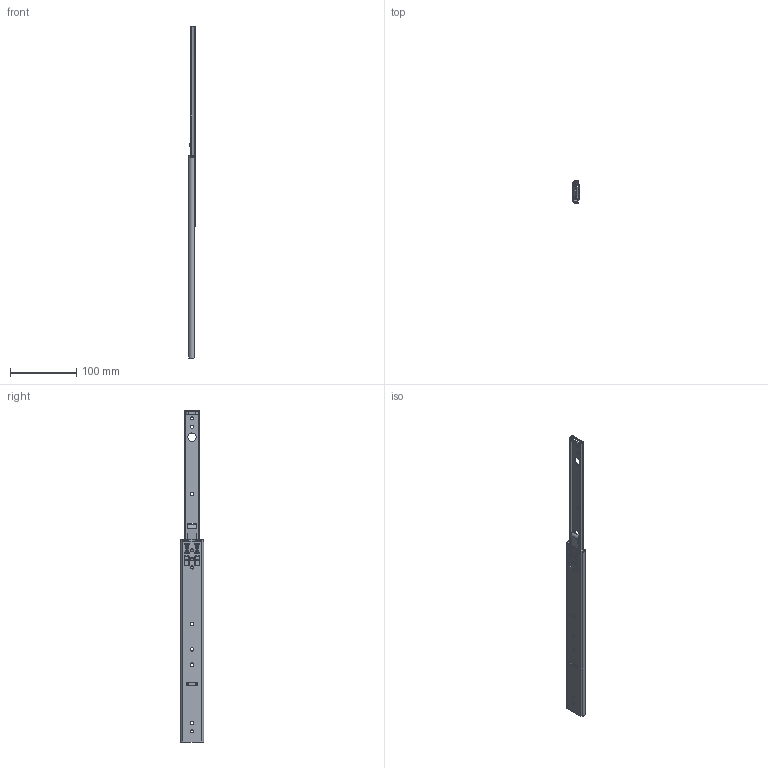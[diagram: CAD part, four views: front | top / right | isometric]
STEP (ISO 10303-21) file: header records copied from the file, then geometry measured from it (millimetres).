
FILE_DESCRIPTION(/* description */ ('Teilauszug Serie 016 305x196'),/* implementation_level */ '2;1');
FILE_NAME(/* name */ '07000053001.stp',/* time_stamp */ '2020-06-19T14:01:19+02:00',/* author */ ('Dennis Bruder'),/* organization */ (''),/* preprocessor_version */ 'ST-DEVELOPER v18',/* originating_system */ 'Autodesk Inventor 2020',/* authorisation */ '');
FILE_SCHEMA (('AUTOMOTIVE_DESIGN { 1 0 10303 214 3 1 1 }'));
Products named in the file (1): 07000053001
Bounding box: 9.5 x 35.2 x 501 mm (x, y, z)
Volume: 40297.6 mm3; surface area: 62609.1 mm2
Topology: 21 solids, 21 shells, 1443 faces, 4259 edges, 2689 vertices
Faces by surface type: plane 524, cylinder 418, bspline 263, torus 112, cone 98, sphere 28
Full cylindrical faces by diameter (mm): 4 x8, 4.9 x2, 5 x3, 6 x1, 12.7 x1
Entity records: 58180 total; most frequent: CARTESIAN_POINT 21015, ORIENTED_EDGE 8126, DIRECTION 6695, EDGE_CURVE 4063, VERTEX_POINT 2625, AXIS2_PLACEMENT_3D 2486, LINE 1723, VECTOR 1723
